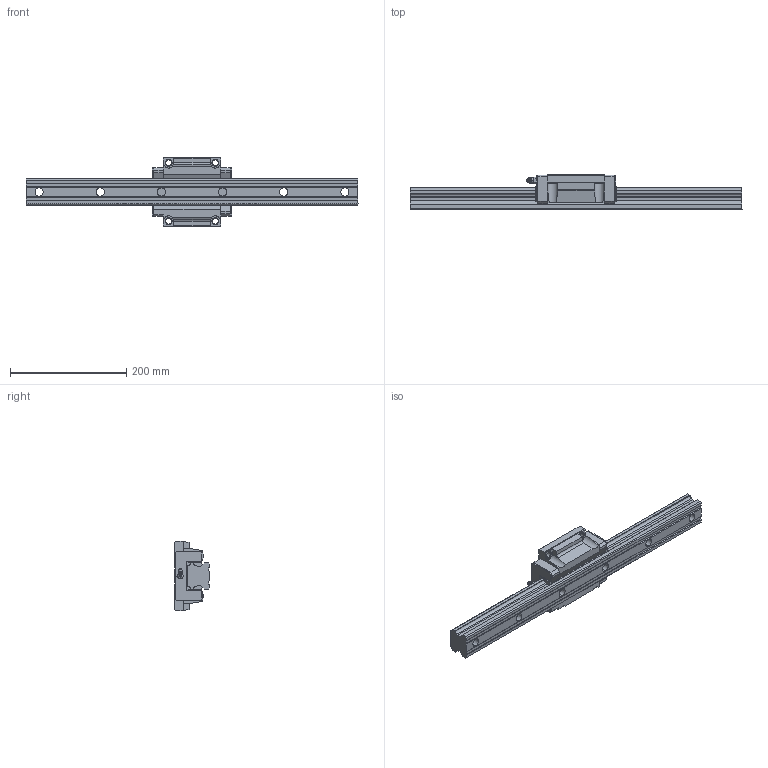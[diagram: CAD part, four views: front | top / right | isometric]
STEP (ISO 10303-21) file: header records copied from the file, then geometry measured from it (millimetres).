
FILE_DESCRIPTION (( 'STEP AP203' ), '1' );
FILE_NAME ('HSV45CSS.STEP', '2016-03-14T13:49:06', ( 'EOS' ), ( '' ), 'SwSTEP 2.0', 'SolidWorks 2016', '' );
FILE_SCHEMA (( 'CONFIG_CONTROL_DESIGN' ));
Length unit declared in the file: millimetre
Products named in the file (4): 1; HSV45C; HSV45CSS; 3
Assembly tree (3 placements, depth 2):
  HSV45CSS
    1
    HSV45C
    3
Bounding box: 570 x 60 x 120 mm (x, y, z)
Volume: 1281421.4 mm3; surface area: 172596.1 mm2
Topology: 3 solids, 3 shells, 301 faces, 799 edges, 510 vertices
Faces by surface type: plane 202, cylinder 50, cone 40, bspline 9
Entity records: 9986 total; most frequent: CARTESIAN_POINT 2106, ORIENTED_EDGE 1586, DIRECTION 1502, EDGE_CURVE 793, VECTOR 586, LINE 586, VERTEX_POINT 510, AXIS2_PLACEMENT_3D 458
